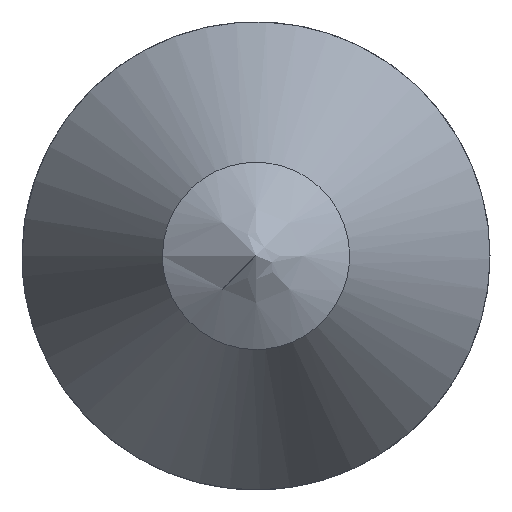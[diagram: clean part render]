
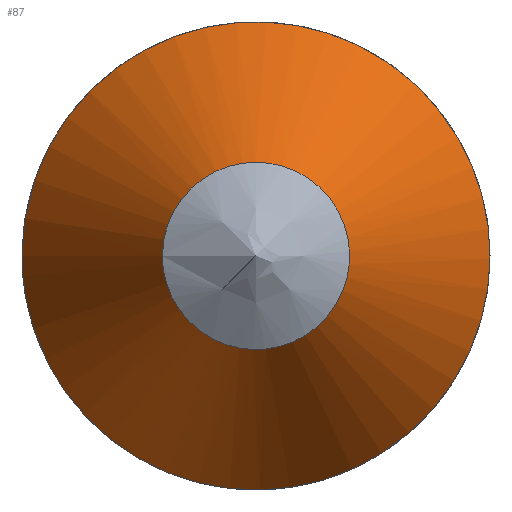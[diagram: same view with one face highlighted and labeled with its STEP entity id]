
A CAD part, left-side view. The second image highlights one B-rep face of the part: STEP entity #87.
In plain terms, the highlighted free-form (B-spline) face has degree [2, 1] with [9, 2] control points.
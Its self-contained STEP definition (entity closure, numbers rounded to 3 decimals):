
#36 = VERTEX_POINT('', #37);
#37 = CARTESIAN_POINT('', (-22.5, 2., 0.));
#57 = EDGE_CURVE('', #36, #36, #58, .T.);
#58 = (
   BOUNDED_CURVE ()
   B_SPLINE_CURVE (2, (#59, #60, #61, #62, #63, #64, #65, #66, #67), .UNSPECIFIED., .T., .U.)
   B_SPLINE_CURVE_WITH_KNOTS ((3, 2, 2, 2, 3), (0., 90., 180., 270., 360.), .UNSPECIFIED.)
   CURVE ()
   GEOMETRIC_REPRESENTATION_ITEM ()
   RATIONAL_B_SPLINE_CURVE ((1., 0.707, 1., 0.707, 1., 0.707, 1., 0.707, 1.))
   REPRESENTATION_ITEM ('')
);
#59 = CARTESIAN_POINT('', (-22.5, 2., 0.));
#60 = CARTESIAN_POINT('', (-22.5, 2., 2.));
#61 = CARTESIAN_POINT('', (-22.5, 0., 2.));
#62 = CARTESIAN_POINT('', (-22.5, -2., 2.));
#63 = CARTESIAN_POINT('', (-22.5, -2., 0.));
#64 = CARTESIAN_POINT('', (-22.5, -2., -2.));
#65 = CARTESIAN_POINT('', (-22.5, 0., -2.));
#66 = CARTESIAN_POINT('', (-22.5, 2., -2.));
#67 = CARTESIAN_POINT('', (-22.5, 2., 0.));
#87 = ADVANCED_FACE('', (#88), #111, .T.);
#88 = FACE_OUTER_BOUND('', #89, .T.);
#89 = EDGE_LOOP('', (#90, #97, #98, #99));
#90 = ORIENTED_EDGE('', *, *, #91, .T.);
#91 = EDGE_CURVE('', #92, #36, #94, .T.);
#92 = VERTEX_POINT('', #93);
#93 = CARTESIAN_POINT('', (-17.304, 5., 0.));
#94 = B_SPLINE_CURVE_WITH_KNOTS('', 1, (#95, #96), .UNSPECIFIED., .F., .U., (2, 2), (0., 1.), .UNSPECIFIED.);
#95 = CARTESIAN_POINT('', (-17.304, 5., 0.));
#96 = CARTESIAN_POINT('', (-22.5, 2., 0.));
#97 = ORIENTED_EDGE('', *, *, #57, .T.);
#98 = ORIENTED_EDGE('', *, *, #91, .F.);
#99 = ORIENTED_EDGE('', *, *, #100, .F.);
#100 = EDGE_CURVE('', #92, #92, #101, .T.);
#101 = (
   BOUNDED_CURVE ()
   B_SPLINE_CURVE (2, (#102, #103, #104, #105, #106, #107, #108, #109, #110), .UNSPECIFIED., .T., .U.)
   B_SPLINE_CURVE_WITH_KNOTS ((3, 2, 2, 2, 3), (0., 90., 180., 270., 360.), .UNSPECIFIED.)
   CURVE ()
   GEOMETRIC_REPRESENTATION_ITEM ()
   RATIONAL_B_SPLINE_CURVE ((1., 0.707, 1., 0.707, 1., 0.707, 1., 0.707, 1.))
   REPRESENTATION_ITEM ('')
);
#102 = CARTESIAN_POINT('', (-17.304, 5., 0.));
#103 = CARTESIAN_POINT('', (-17.304, 5., 5.));
#104 = CARTESIAN_POINT('', (-17.304, 0., 5.));
#105 = CARTESIAN_POINT('', (-17.304, -5., 5.));
#106 = CARTESIAN_POINT('', (-17.304, -5., 0.));
#107 = CARTESIAN_POINT('', (-17.304, -5., -5.));
#108 = CARTESIAN_POINT('', (-17.304, 0., -5.));
#109 = CARTESIAN_POINT('', (-17.304, 5., -5.));
#110 = CARTESIAN_POINT('', (-17.304, 5., 0.));
#111 = (
   BOUNDED_SURFACE ()
   B_SPLINE_SURFACE (2, 1, ((#112, #113), (#114, #115), (#116, #117), (#118, #119), (#120, #121), (#122, #123), (#124, #125), (#126, #127), (#128, #129)), .UNSPECIFIED., .T., .F., .U.)
   B_SPLINE_SURFACE_WITH_KNOTS ((3, 2, 2, 2, 3), (2, 2), (0., 0.25, 0.5, 0.75, 1.), (0., 1.), .UNSPECIFIED.)
   GEOMETRIC_REPRESENTATION_ITEM ()
   RATIONAL_B_SPLINE_SURFACE (((1., 1.), (0.707, 0.707), (1., 1.), (0.707, 0.707), (1., 1.), (0.707, 0.707), (1., 1.), (0.707, 0.707), (1., 1.)))
   REPRESENTATION_ITEM ('')
   SURFACE ()
);
#112 = CARTESIAN_POINT('', (-22.501, 1.999, 0.));
#113 = CARTESIAN_POINT('', (-17.303, 5.001, 0.));
#114 = CARTESIAN_POINT('', (-22.501, 1.999, 1.999));
#115 = CARTESIAN_POINT('', (-17.303, 5.001, 5.001));
#116 = CARTESIAN_POINT('', (-22.501, 0., 1.999));
#117 = CARTESIAN_POINT('', (-17.303, 0., 5.001));
#118 = CARTESIAN_POINT('', (-22.501, -1.999, 1.999));
#119 = CARTESIAN_POINT('', (-17.303, -5.001, 5.001));
#120 = CARTESIAN_POINT('', (-22.501, -1.999, 0.));
#121 = CARTESIAN_POINT('', (-17.303, -5.001, 0.));
#122 = CARTESIAN_POINT('', (-22.501, -1.999, -1.999));
#123 = CARTESIAN_POINT('', (-17.303, -5.001, -5.001));
#124 = CARTESIAN_POINT('', (-22.501, 0., -1.999));
#125 = CARTESIAN_POINT('', (-17.303, 0., -5.001));
#126 = CARTESIAN_POINT('', (-22.501, 1.999, -1.999));
#127 = CARTESIAN_POINT('', (-17.303, 5.001, -5.001));
#128 = CARTESIAN_POINT('', (-22.501, 1.999, 0.));
#129 = CARTESIAN_POINT('', (-17.303, 5.001, 0.));
